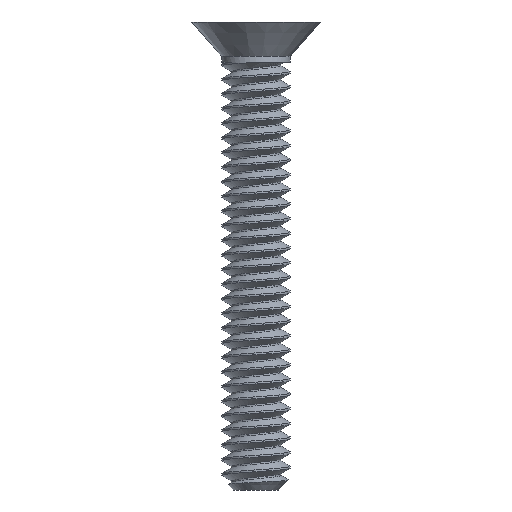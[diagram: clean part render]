
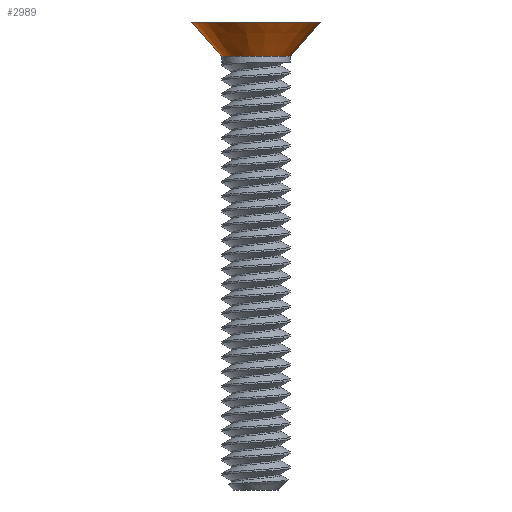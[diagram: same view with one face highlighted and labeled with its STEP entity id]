
A CAD part, left-side view. The second image highlights one B-rep face of the part: STEP entity #2989.
In plain terms, the highlighted conical face has half-angle 41 degrees and reference radius 0.927 mm.
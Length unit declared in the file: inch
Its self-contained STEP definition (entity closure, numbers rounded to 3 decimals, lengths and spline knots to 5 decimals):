
#261 = AXIS2_PLACEMENT_3D ( 'NONE', #3279, #3216, #1162 ) ;
#295 = EDGE_LOOP ( 'NONE', ( #3599, #4270, #6483, #6331 ) ) ;
#315 = VERTEX_POINT ( 'NONE', #5495 ) ;
#752 = CIRCLE ( 'NONE', #6058, 0.0365 ) ;
#887 = EDGE_CURVE ( 'NONE', #2151, #2853, #5055, .T. ) ;
#1162 = DIRECTION ( 'NONE',  ( 0., -1., 0. ) ) ;
#1992 = VECTOR ( 'NONE', #5433, 39.37008 ) ;
#2150 = CARTESIAN_POINT ( 'NONE',  ( 0., -0.0685, 0.043 ) ) ;
#2151 = VERTEX_POINT ( 'NONE', #3332 ) ;
#2191 = CIRCLE ( 'NONE', #6656, 0.0685 ) ;
#2246 = EDGE_CURVE ( 'NONE', #5836, #2853, #2191, .T. ) ;
#2722 = DIRECTION ( 'NONE',  ( 0., 0., -1. ) ) ;
#2742 = DIRECTION ( 'NONE',  ( 0., 1., 0. ) ) ;
#2853 = VERTEX_POINT ( 'NONE', #2150 ) ;
#2908 = CONICAL_SURFACE ( 'NONE', #261, 0.0365, 0.716 ) ;
#2989 = ADVANCED_FACE ( 'NONE', ( #5971 ), #2908, .T. ) ;
#3014 = CARTESIAN_POINT ( 'NONE',  ( 0., 0., 0.043 ) ) ;
#3143 = LINE ( 'NONE', #3974, #6432 ) ;
#3216 = DIRECTION ( 'NONE',  ( 0., 0., 1. ) ) ;
#3279 = CARTESIAN_POINT ( 'NONE',  ( 0., 0., 0.00619 ) ) ;
#3332 = CARTESIAN_POINT ( 'NONE',  ( 0., -0.0365, 0.00619 ) ) ;
#3599 = ORIENTED_EDGE ( 'NONE', *, *, #5784, .F. ) ;
#3974 = CARTESIAN_POINT ( 'NONE',  ( 0., 0.0365, 0.00619 ) ) ;
#4002 = CARTESIAN_POINT ( 'NONE',  ( 0., 0.0685, 0.043 ) ) ;
#4060 = DIRECTION ( 'NONE',  ( 0., 0., 1. ) ) ;
#4069 = EDGE_CURVE ( 'NONE', #2151, #315, #752, .T. ) ;
#4270 = ORIENTED_EDGE ( 'NONE', *, *, #4069, .F. ) ;
#4355 = CARTESIAN_POINT ( 'NONE',  ( 0., -0.0365, 0.00619 ) ) ;
#5055 = LINE ( 'NONE', #4355, #1992 ) ;
#5059 = DIRECTION ( 'NONE',  ( 0., -1., 0. ) ) ;
#5433 = DIRECTION ( 'NONE',  ( 0., -0.656, 0.755 ) ) ;
#5491 = DIRECTION ( 'NONE',  ( 0., 0.656, 0.755 ) ) ;
#5495 = CARTESIAN_POINT ( 'NONE',  ( 0., 0.0365, 0.00619 ) ) ;
#5784 = EDGE_CURVE ( 'NONE', #315, #5836, #3143, .T. ) ;
#5804 = CARTESIAN_POINT ( 'NONE',  ( 0., 0., 0.00619 ) ) ;
#5836 = VERTEX_POINT ( 'NONE', #4002 ) ;
#5971 = FACE_OUTER_BOUND ( 'NONE', #295, .T. ) ;
#6058 = AXIS2_PLACEMENT_3D ( 'NONE', #5804, #2722, #2742 ) ;
#6331 = ORIENTED_EDGE ( 'NONE', *, *, #2246, .F. ) ;
#6432 = VECTOR ( 'NONE', #5491, 39.37008 ) ;
#6483 = ORIENTED_EDGE ( 'NONE', *, *, #887, .T. ) ;
#6656 = AXIS2_PLACEMENT_3D ( 'NONE', #3014, #4060, #5059 ) ;
